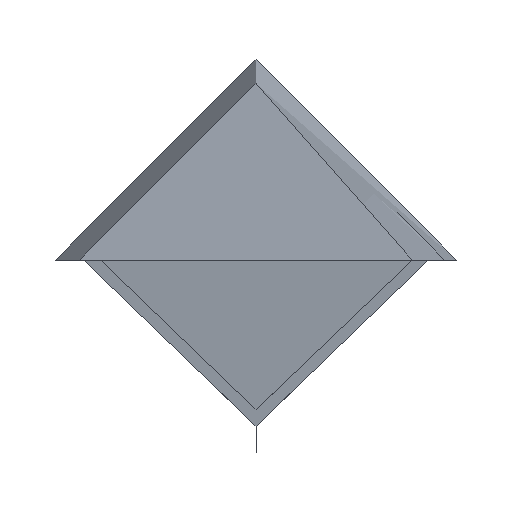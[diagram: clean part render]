
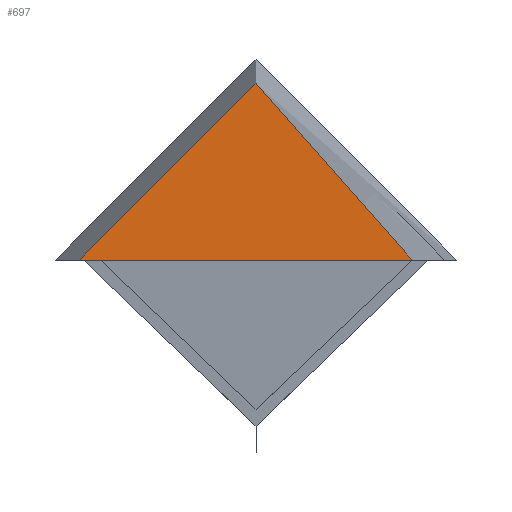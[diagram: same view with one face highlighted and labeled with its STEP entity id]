
A CAD part, left-side view. The second image highlights one B-rep face of the part: STEP entity #697.
In plain terms, the highlighted free-form (B-spline) face has degree [1, 1] with [2, 2] control points.
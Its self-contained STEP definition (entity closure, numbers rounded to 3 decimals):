
#697 = ADVANCED_FACE('',(#698,#720),#742,.T.);
#698 = FACE_BOUND('',#699,.T.);
#699 = EDGE_LOOP('',(#700,#710));
#700 = ORIENTED_EDGE('',*,*,#701,.F.);
#701 = EDGE_CURVE('',#702,#704,#706,.T.);
#702 = VERTEX_POINT('',#703);
#703 = CARTESIAN_POINT('',(0.,15.85,0.));
#704 = VERTEX_POINT('',#705);
#705 = CARTESIAN_POINT('',(0.,0.,15.85));
#706 = ( BOUNDED_CURVE() B_SPLINE_CURVE(2,(#707,#708,#709),
.UNSPECIFIED.,.F.,.F.) B_SPLINE_CURVE_WITH_KNOTS((3,3),(0.,
1.571),.PIECEWISE_BEZIER_KNOTS.) CURVE() 
GEOMETRIC_REPRESENTATION_ITEM() RATIONAL_B_SPLINE_CURVE((1.,
0.707,1.)) REPRESENTATION_ITEM('') );
#707 = CARTESIAN_POINT('',(0.,15.85,0.));
#708 = CARTESIAN_POINT('',(0.,15.85,15.85));
#709 = CARTESIAN_POINT('',(0.,0.,15.85));
#710 = ORIENTED_EDGE('',*,*,#711,.F.);
#711 = EDGE_CURVE('',#704,#702,#712,.T.);
#712 = ( BOUNDED_CURVE() B_SPLINE_CURVE(2,(#713,#714,#715,#716,#717,#718
,#719),.UNSPECIFIED.,.F.,.F.) B_SPLINE_CURVE_WITH_KNOTS((3,2,2,3),(
    1.571,3.142,4.712,6.283),
.UNSPECIFIED.) CURVE() GEOMETRIC_REPRESENTATION_ITEM() 
RATIONAL_B_SPLINE_CURVE((1.,0.707,1.,0.707,1.,
0.707,1.)) REPRESENTATION_ITEM('') );
#713 = CARTESIAN_POINT('',(0.,0.,15.85));
#714 = CARTESIAN_POINT('',(0.,-15.85,15.85));
#715 = CARTESIAN_POINT('',(0.,-15.85,0.));
#716 = CARTESIAN_POINT('',(0.,-15.85,-15.85));
#717 = CARTESIAN_POINT('',(0.,0.,-15.85));
#718 = CARTESIAN_POINT('',(0.,15.85,-15.85));
#719 = CARTESIAN_POINT('',(0.,15.85,0.));
#720 = FACE_BOUND('',#721,.T.);
#721 = EDGE_LOOP('',(#722,#734));
#722 = ORIENTED_EDGE('',*,*,#723,.T.);
#723 = EDGE_CURVE('',#724,#726,#728,.T.);
#724 = VERTEX_POINT('',#725);
#725 = CARTESIAN_POINT('',(0.,14.,0.));
#726 = VERTEX_POINT('',#727);
#727 = CARTESIAN_POINT('',(0.,-14.,0.));
#728 = ( BOUNDED_CURVE() B_SPLINE_CURVE(2,(#729,#730,#731,#732,#733),
.UNSPECIFIED.,.F.,.F.) B_SPLINE_CURVE_WITH_KNOTS((3,2,3),(0.,
1.571,3.142),.UNSPECIFIED.) CURVE() 
GEOMETRIC_REPRESENTATION_ITEM() RATIONAL_B_SPLINE_CURVE((1.,
0.707,1.,0.707,1.)) REPRESENTATION_ITEM('') );
#729 = CARTESIAN_POINT('',(0.,14.,0.));
#730 = CARTESIAN_POINT('',(0.,14.,14.));
#731 = CARTESIAN_POINT('',(0.,0.,14.));
#732 = CARTESIAN_POINT('',(0.,-14.,14.));
#733 = CARTESIAN_POINT('',(0.,-14.,0.));
#734 = ORIENTED_EDGE('',*,*,#735,.T.);
#735 = EDGE_CURVE('',#726,#724,#736,.T.);
#736 = ( BOUNDED_CURVE() B_SPLINE_CURVE(2,(#737,#738,#739,#740,#741),
.UNSPECIFIED.,.F.,.F.) B_SPLINE_CURVE_WITH_KNOTS((3,2,3),(3.142,
4.712,6.283),.PIECEWISE_BEZIER_KNOTS.) CURVE() 
GEOMETRIC_REPRESENTATION_ITEM() RATIONAL_B_SPLINE_CURVE((1.,
0.707,1.,0.707,1.)) REPRESENTATION_ITEM('') );
#737 = CARTESIAN_POINT('',(0.,-14.,0.));
#738 = CARTESIAN_POINT('',(0.,-14.,-14.));
#739 = CARTESIAN_POINT('',(0.,0.,-14.));
#740 = CARTESIAN_POINT('',(0.,14.,-14.));
#741 = CARTESIAN_POINT('',(0.,14.,0.));
#742 = B_SPLINE_SURFACE_WITH_KNOTS('',1,1,(
    (#743,#744)
    ,(#745,#746
    )),.UNSPECIFIED.,.F.,.F.,.F.,(2,2),(2,2),(-1.586,1.586),(-3.079,
    0.094),.PIECEWISE_BEZIER_KNOTS.);
#743 = CARTESIAN_POINT('',(0.,-15.86,-15.86));
#744 = CARTESIAN_POINT('',(0.,15.86,-15.86));
#745 = CARTESIAN_POINT('',(0.,-15.86,15.86));
#746 = CARTESIAN_POINT('',(0.,15.86,15.86));
